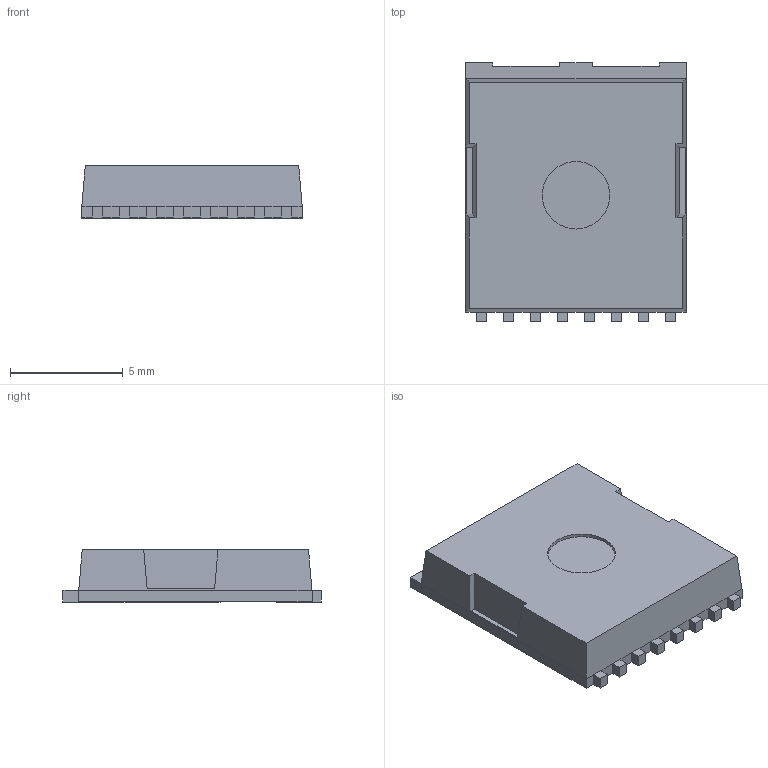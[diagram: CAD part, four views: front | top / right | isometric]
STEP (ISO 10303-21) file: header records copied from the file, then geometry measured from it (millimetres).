
FILE_DESCRIPTION(/* description */ ('Unknown','CAx-IF Rec.Pracs.---Representation and Presentation of Product Manufacturing Information (PMI)---4.0---2014-10-13','CAx-IF Rec.Pracs.---3D Tessellated Geometry---0.4---2014-09-14','2;1'),/* implementation_level */ '2;1');
FILE_NAME(/* name */ 'BTS500051LUAAUMA1',/* time_stamp */ '2023-04-06T06:22:30+02:00',/* author */ ('Unknown'),/* organization */ ('Unknown'),/* preprocessor_version */ 'ST-DEVELOPER v18.1',/* originating_system */ 'Solid Edge',/* authorisation */ 'Unknown');
FILE_SCHEMA (('AP242_MANAGED_MODEL_BASED_3D_ENGINEERING_MIM_LF { 1 0 10303 442 1 1 4 }'));
Length unit declared in the file: millimetre
Products named in the file (1): BTS500051LUAAUMA1
Bounding box: 9.8 x 11.47 x 2.32 mm (x, y, z)
Volume: 228.9 mm3; surface area: 314 mm2
Topology: 1 solids, 1 shells, 105 faces, 282 edges, 180 vertices
Faces by surface type: plane 104, cylinder 1
Full cylindrical faces by diameter (mm): 3 x1
Entity records: 3939 total; most frequent: CARTESIAN_POINT 568, ORIENTED_EDGE 562, DIRECTION 497, EDGE_CURVE 281, LINE 279, VECTOR 279, VERTEX_POINT 180, AXIS2_PLACEMENT_3D 109
